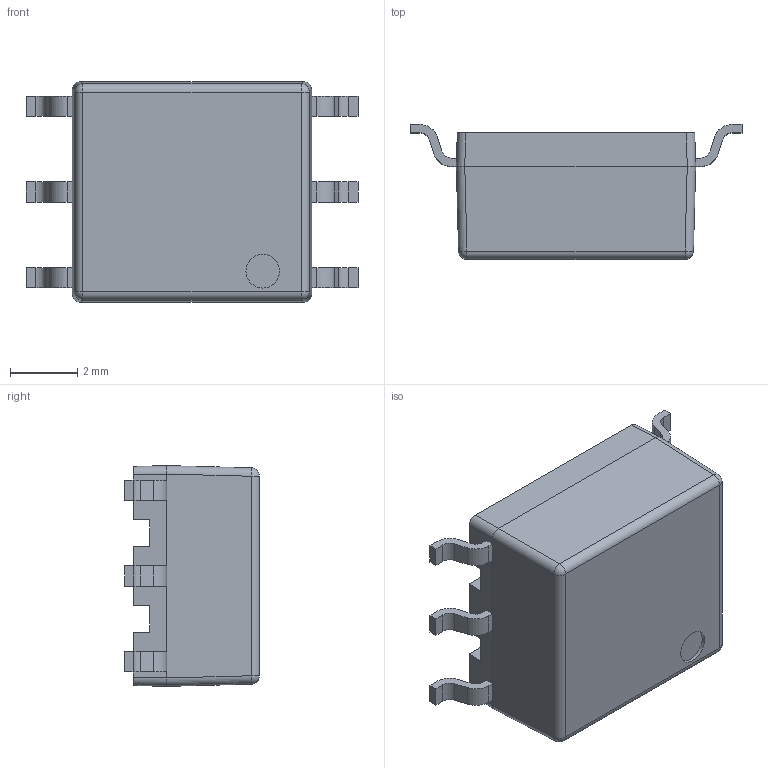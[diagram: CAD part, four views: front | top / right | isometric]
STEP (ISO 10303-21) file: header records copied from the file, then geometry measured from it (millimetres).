
FILE_DESCRIPTION((''),'2;1');
FILE_NAME('YQH-153','2020-06-18T',('pc461'),(''),'CREO PARAMETRIC BY PTC INC, 2014190','CREO PARAMETRIC BY PTC INC, 2014190','');
FILE_SCHEMA(('CONFIG_CONTROL_DESIGN'));
Length unit declared in the file: millimetre
Products named in the file (1): YQH-153
Bounding box: 9.85 x 4 x 6.55 mm (x, y, z)
Surface area: 266.8 mm2 (no closed solid volume)
Topology: 0 solids, 1 shells, 127 faces, 340 edges, 216 vertices
Faces by surface type: plane 85, cylinder 38, sphere 4
Entity records: 3972 total; most frequent: CARTESIAN_POINT 731, ORIENTED_EDGE 680, DIRECTION 650, EDGE_CURVE 340, VECTOR 268, LINE 268, VERTEX_POINT 216, AXIS2_PLACEMENT_3D 191
